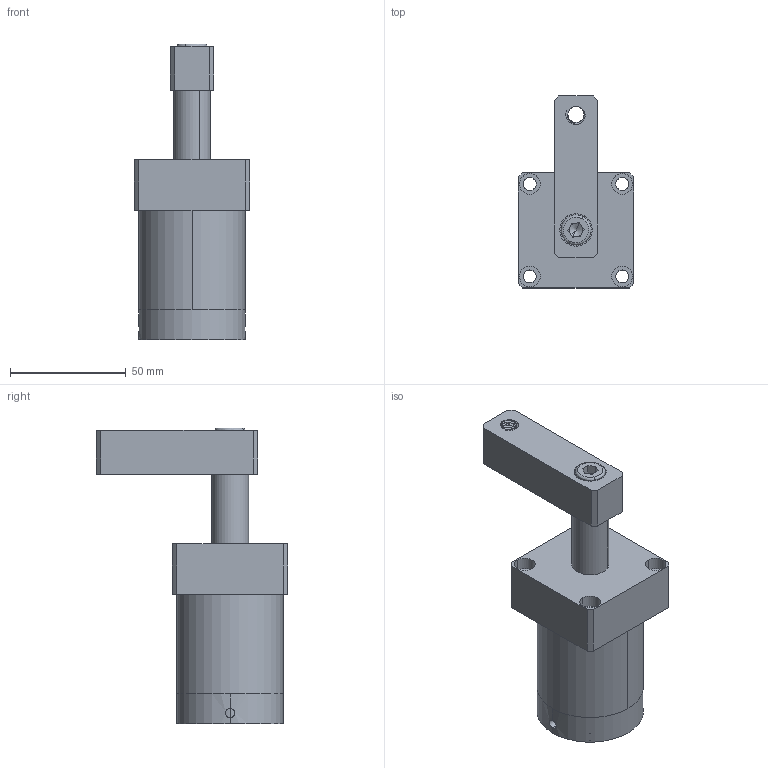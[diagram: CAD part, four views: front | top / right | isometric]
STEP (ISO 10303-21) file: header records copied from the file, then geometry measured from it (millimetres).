
FILE_DESCRIPTION (( 'STEP AP203' ), '1' );
FILE_NAME ('ASC-FA32S.STEP', '2019-05-10T02:57:44', ( 'User' ), ( 'china' ), 'SwSTEP 2.0', 'SolidWorks 2018', '' );
FILE_SCHEMA (( 'CONFIG_CONTROL_DESIGN' ));
Length unit declared in the file: millimetre
Products named in the file (7): ASC-32S揤旋; ASC-FA32BT_1; FA32S活塞杆001; Hexagon socket head cap screws GB_GB_FASTENER_SCREWS_HSHCS M8X20-S; socket head cap screw_iso_ISO 4762 M4 x 16 --- 16S_1; ASC-FA32S; ASC-FA32HG_1
Assembly tree (9 placements, depth 2):
  ASC-FA32S
    ASC-FA32HG_1
    ASC-32S揤旋
    ASC-FA32BT_1
    FA32S活塞杆001
    Hexagon socket head cap screws GB_GB_FASTENER_SCREWS_HSHCS M8X20-S
    socket head cap screw_iso_ISO 4762 M4 x 16 --- 16S_1  x4
Bounding box: 50 x 83 x 128 mm (x, y, z)
Volume: 150954 mm3; surface area: 49733.9 mm2
Topology: 9 solids, 11 shells, 978 faces, 2202 edges, 1265 vertices
Faces by surface type: cone 446, cylinder 375, plane 127, torus 22, bspline 8
Entity records: 19339 total; most frequent: CARTESIAN_POINT 6367, DIRECTION 2737, ORIENTED_EDGE 2456, EDGE_CURVE 1228, AXIS2_PLACEMENT_3D 1103, VERTEX_POINT 733, EDGE_LOOP 593, CIRCLE 562
